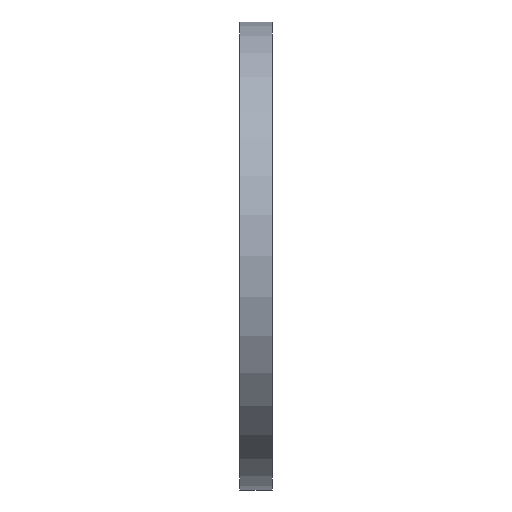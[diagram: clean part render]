
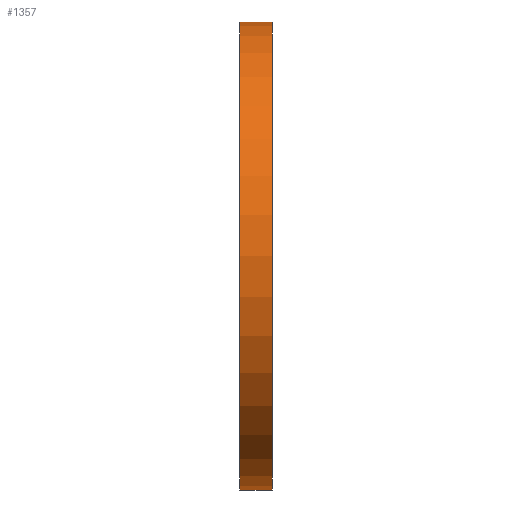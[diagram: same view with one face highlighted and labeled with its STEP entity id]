
A CAD part, left-side view. The second image highlights one B-rep face of the part: STEP entity #1357.
In plain terms, the highlighted cylindrical face has radius 242.5 mm (diameter 485 mm), a partial arc.
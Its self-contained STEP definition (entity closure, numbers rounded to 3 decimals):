
#125 = CARTESIAN_POINT ( 'NONE',  ( 0., 34., 242.5 ) ) ;
#162 = ORIENTED_EDGE ( 'NONE', *, *, #1355, .F. ) ;
#183 = DIRECTION ( 'NONE',  ( 0., -1., 0. ) ) ;
#205 = VECTOR ( 'NONE', #183, 1000. ) ;
#280 = CARTESIAN_POINT ( 'NONE',  ( 0., 34., 0. ) ) ;
#358 = VERTEX_POINT ( 'NONE', #125 ) ;
#374 = CARTESIAN_POINT ( 'NONE',  ( 0., 0., 242.5 ) ) ;
#378 = FACE_OUTER_BOUND ( 'NONE', #502, .T. ) ;
#390 = CARTESIAN_POINT ( 'NONE',  ( 0., 0., -242.5 ) ) ;
#406 = CARTESIAN_POINT ( 'NONE',  ( 0., 34., -242.5 ) ) ;
#470 = AXIS2_PLACEMENT_3D ( 'NONE', #280, #701, #708 ) ;
#502 = EDGE_LOOP ( 'NONE', ( #162, #743, #972, #1107 ) ) ;
#519 = EDGE_CURVE ( 'NONE', #527, #358, #858, .T. ) ;
#527 = VERTEX_POINT ( 'NONE', #1328 ) ;
#555 = VERTEX_POINT ( 'NONE', #390 ) ;
#600 = EDGE_CURVE ( 'NONE', #527, #555, #1157, .T. ) ;
#655 = CARTESIAN_POINT ( 'NONE',  ( 0., 0., 0. ) ) ;
#701 = DIRECTION ( 'NONE',  ( 0., -1., 0. ) ) ;
#704 = AXIS2_PLACEMENT_3D ( 'NONE', #655, #878, #985 ) ;
#706 = DIRECTION ( 'NONE',  ( 0., 1., 0. ) ) ;
#708 = DIRECTION ( 'NONE',  ( 0., 0., -1. ) ) ;
#728 = VECTOR ( 'NONE', #747, 1000. ) ;
#735 = EDGE_CURVE ( 'NONE', #555, #954, #1282, .T. ) ;
#743 = ORIENTED_EDGE ( 'NONE', *, *, #519, .F. ) ;
#747 = DIRECTION ( 'NONE',  ( 0., -1., 0. ) ) ;
#811 = LINE ( 'NONE', #824, #205 ) ;
#822 = CARTESIAN_POINT ( 'NONE',  ( 0., 34., 0. ) ) ;
#824 = CARTESIAN_POINT ( 'NONE',  ( 0., 34., 242.5 ) ) ;
#858 = CIRCLE ( 'NONE', #920, 242.5 ) ;
#878 = DIRECTION ( 'NONE',  ( 0., 1., 0. ) ) ;
#920 = AXIS2_PLACEMENT_3D ( 'NONE', #822, #706, #1119 ) ;
#954 = VERTEX_POINT ( 'NONE', #374 ) ;
#972 = ORIENTED_EDGE ( 'NONE', *, *, #600, .T. ) ;
#985 = DIRECTION ( 'NONE',  ( 0., 0., 1. ) ) ;
#1107 = ORIENTED_EDGE ( 'NONE', *, *, #735, .T. ) ;
#1119 = DIRECTION ( 'NONE',  ( 0., 0., 1. ) ) ;
#1141 = CYLINDRICAL_SURFACE ( 'NONE', #470, 242.5 ) ;
#1157 = LINE ( 'NONE', #406, #728 ) ;
#1282 = CIRCLE ( 'NONE', #704, 242.5 ) ;
#1328 = CARTESIAN_POINT ( 'NONE',  ( 0., 34., -242.5 ) ) ;
#1355 = EDGE_CURVE ( 'NONE', #358, #954, #811, .T. ) ;
#1357 = ADVANCED_FACE ( 'NONE', ( #378 ), #1141, .T. ) ;
